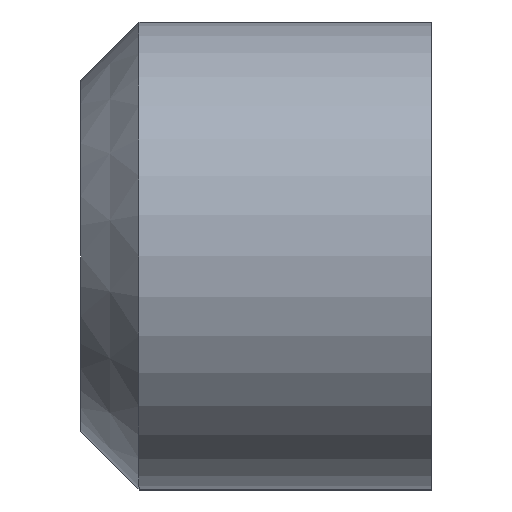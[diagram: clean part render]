
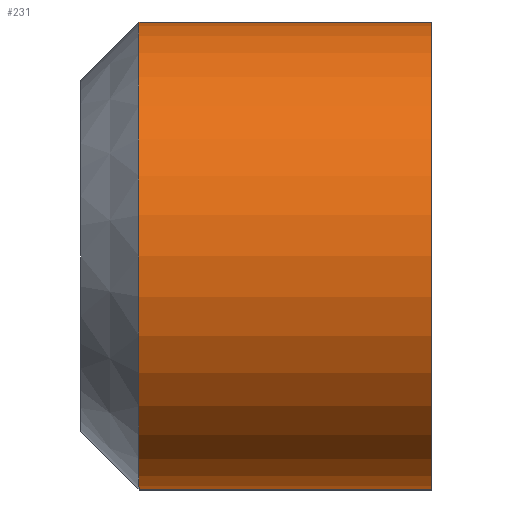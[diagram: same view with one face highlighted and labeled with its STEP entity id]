
A CAD part, left-side view. The second image highlights one B-rep face of the part: STEP entity #231.
In plain terms, the highlighted cylindrical face has radius 4 mm (diameter 8 mm), a partial arc.
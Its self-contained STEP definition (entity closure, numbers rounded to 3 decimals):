
#15=CYLINDRICAL_SURFACE('',#255,4.);
#28=CIRCLE('',#243,4.);
#31=CIRCLE('',#250,4.);
#44=FACE_OUTER_BOUND('',#63,.T.);
#63=EDGE_LOOP('',(#195,#196,#197,#198));
#89=LINE('',#381,#108);
#90=LINE('',#383,#109);
#108=VECTOR('',#311,10.);
#109=VECTOR('',#314,10.);
#113=VERTEX_POINT('',#335);
#115=VERTEX_POINT('',#341);
#124=VERTEX_POINT('',#367);
#125=VERTEX_POINT('',#369);
#137=EDGE_CURVE('',#113,#115,#28,.T.);
#149=EDGE_CURVE('',#124,#125,#31,.T.);
#155=EDGE_CURVE('',#115,#124,#89,.T.);
#156=EDGE_CURVE('',#113,#125,#90,.T.);
#195=ORIENTED_EDGE('',*,*,#137,.F.);
#196=ORIENTED_EDGE('',*,*,#156,.T.);
#197=ORIENTED_EDGE('',*,*,#149,.F.);
#198=ORIENTED_EDGE('',*,*,#155,.F.);
#231=ADVANCED_FACE('',(#44),#15,.T.);
#243=AXIS2_PLACEMENT_3D('',#345,#276,#277);
#250=AXIS2_PLACEMENT_3D('',#370,#299,#300);
#255=AXIS2_PLACEMENT_3D('',#382,#312,#313);
#276=DIRECTION('center_axis',(0.,1.,0.));
#277=DIRECTION('ref_axis',(-0.707,0.,-0.707));
#299=DIRECTION('center_axis',(0.,-1.,0.));
#300=DIRECTION('ref_axis',(-0.707,0.,-0.707));
#311=DIRECTION('',(0.,-1.,0.));
#312=DIRECTION('center_axis',(0.,-1.,0.));
#313=DIRECTION('ref_axis',(-0.707,0.,-0.707));
#314=DIRECTION('',(0.,-1.,0.));
#335=CARTESIAN_POINT('',(71.602,231.992,155.818));
#341=CARTESIAN_POINT('',(71.602,231.992,163.818));
#345=CARTESIAN_POINT('Origin',(71.602,231.992,159.818));
#367=CARTESIAN_POINT('',(71.602,226.992,163.818));
#369=CARTESIAN_POINT('',(71.602,226.992,155.818));
#370=CARTESIAN_POINT('Origin',(71.602,226.992,159.818));
#381=CARTESIAN_POINT('',(71.602,231.992,163.818));
#382=CARTESIAN_POINT('Origin',(71.602,231.992,159.818));
#383=CARTESIAN_POINT('',(71.602,231.992,155.818));
